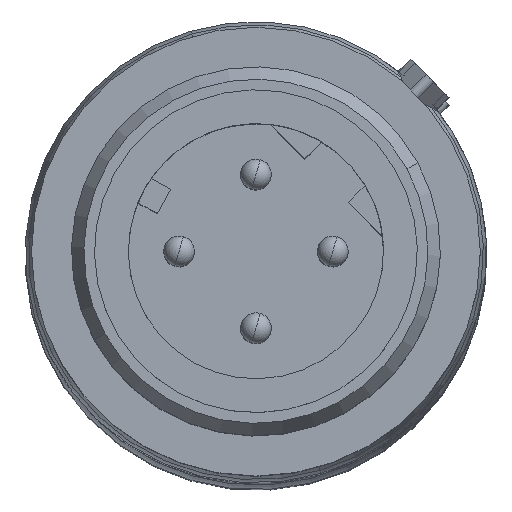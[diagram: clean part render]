
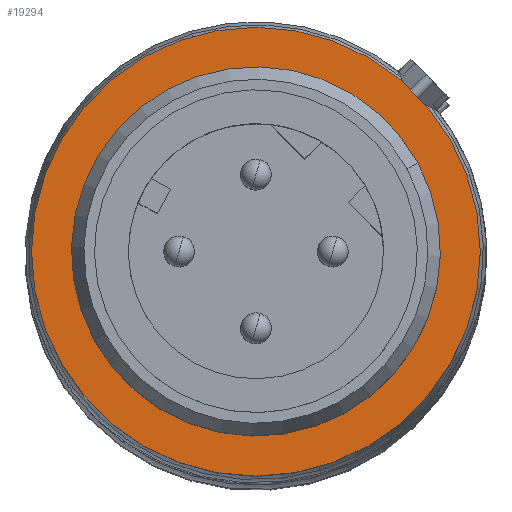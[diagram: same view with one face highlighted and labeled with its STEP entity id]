
A CAD part, top view. The second image highlights one B-rep face of the part: STEP entity #19294.
In plain terms, the highlighted planar face has unit normal (0, 0, 1).
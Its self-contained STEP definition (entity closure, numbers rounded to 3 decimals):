
#13818=AXIS2_PLACEMENT_3D('Circle Axis2P3D',#13816,#13817,$) ;
#13873=AXIS2_PLACEMENT_3D('Circle Axis2P3D',#13871,#13872,$) ;
#19229=AXIS2_PLACEMENT_3D('Circle Axis2P3D',#19227,#19228,$) ;
#19269=AXIS2_PLACEMENT_3D('Circle Axis2P3D',#19267,#19268,$) ;
#19284=AXIS2_PLACEMENT_3D('Plane Axis2P3D',#19281,#19282,#19283) ;
#13813=CARTESIAN_POINT('Vertex',(12.765,10.377,173.3)) ;
#13816=CARTESIAN_POINT('Axis2P3D Location',(7.5,7.5,173.3)) ;
#13820=CARTESIAN_POINT('Vertex',(2.235,4.623,173.3)) ;
#13871=CARTESIAN_POINT('Axis2P3D Location',(7.5,7.5,173.3)) ;
#19224=CARTESIAN_POINT('Vertex',(0.2,7.5,173.3)) ;
#19227=CARTESIAN_POINT('Axis2P3D Location',(7.5,7.5,173.3)) ;
#19231=CARTESIAN_POINT('Vertex',(14.8,7.5,173.3)) ;
#19267=CARTESIAN_POINT('Axis2P3D Location',(7.5,7.5,173.3)) ;
#19281=CARTESIAN_POINT('Axis2P3D Location',(14.6,7.5,173.3)) ;
#13817=DIRECTION('Axis2P3D Direction',(0.,0.,1.)) ;
#13872=DIRECTION('Axis2P3D Direction',(0.,0.,1.)) ;
#19228=DIRECTION('Axis2P3D Direction',(0.,0.,1.)) ;
#19268=DIRECTION('Axis2P3D Direction',(0.,0.,1.)) ;
#19282=DIRECTION('Axis2P3D Direction',(0.,0.,1.)) ;
#19283=DIRECTION('Axis2P3D XDirection',(0.,1.,0.)) ;
#19287=ORIENTED_EDGE('',*,*,#19271,.T.) ;
#19288=ORIENTED_EDGE('',*,*,#19233,.T.) ;
#19291=ORIENTED_EDGE('',*,*,#13875,.F.) ;
#19292=ORIENTED_EDGE('',*,*,#13822,.F.) ;
#19293=FACE_BOUND('',#19290,.T.) ;
#19294=ADVANCED_FACE('Hauptk\X2\00F6\X0\rper',(#19289,#19293),#19285,.T.) ;
#13819=CIRCLE('generated circle',#13818,6.) ;
#13874=CIRCLE('generated circle',#13873,6.) ;
#19230=CIRCLE('generated circle',#19229,7.3) ;
#19270=CIRCLE('generated circle',#19269,7.3) ;
#13822=EDGE_CURVE('',#13814,#13821,#13819,.T.) ;
#13875=EDGE_CURVE('',#13821,#13814,#13874,.T.) ;
#19233=EDGE_CURVE('',#19232,#19225,#19230,.T.) ;
#19271=EDGE_CURVE('',#19225,#19232,#19270,.T.) ;
#19286=EDGE_LOOP('',(#19287,#19288)) ;
#19290=EDGE_LOOP('',(#19291,#19292)) ;
#19289=FACE_OUTER_BOUND('',#19286,.T.) ;
#19285=PLANE('',#19284) ;
#13814=VERTEX_POINT('',#13813) ;
#13821=VERTEX_POINT('',#13820) ;
#19225=VERTEX_POINT('',#19224) ;
#19232=VERTEX_POINT('',#19231) ;
